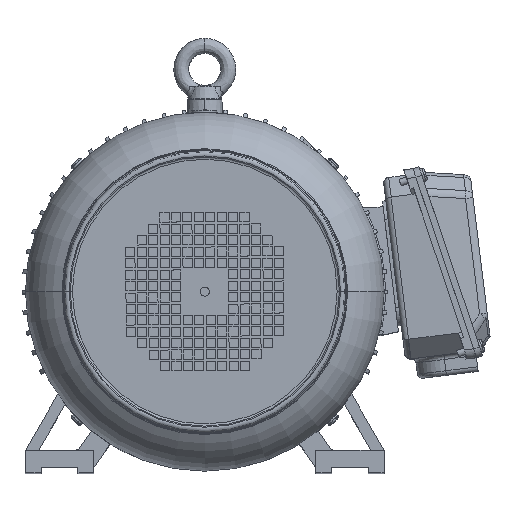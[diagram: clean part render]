
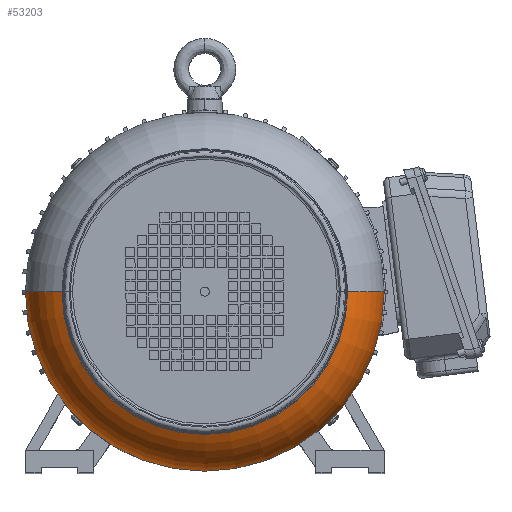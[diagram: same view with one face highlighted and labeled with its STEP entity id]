
A CAD part, top view. The second image highlights one B-rep face of the part: STEP entity #53203.
In plain terms, the highlighted toroidal (fillet/blend) face has major radius 97.5 mm and minor radius 59.5 mm.
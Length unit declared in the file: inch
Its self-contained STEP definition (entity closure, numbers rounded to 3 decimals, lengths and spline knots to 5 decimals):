
#3783 = CARTESIAN_POINT ( 'NONE',  ( -0.57888, -6.05752, 9.53885 ) ) ;
#4061 = CARTESIAN_POINT ( 'NONE',  ( 4.34429, 0.12358, 11.61515 ) ) ;
#5359 = CARTESIAN_POINT ( 'NONE',  ( -4.41747, 0.12358, 9.53885 ) ) ;
#5697 = DIRECTION ( 'NONE',  ( 0., 1., 0. ) ) ;
#5974 = DIRECTION ( 'NONE',  ( 0., 0., -1. ) ) ;
#6461 = CIRCLE ( 'NONE', #54154, 4.92318 ) ;
#9134 = CARTESIAN_POINT ( 'NONE',  ( -5.50206, 0.12358, 11.61515 ) ) ;
#10319 = CARTESIAN_POINT ( 'NONE',  ( 5.60222, 0.12358, 9.53885 ) ) ;
#11342 = AXIS2_PLACEMENT_3D ( 'NONE', #67118, #59996, #41239 ) ;
#12262 = CARTESIAN_POINT ( 'NONE',  ( -0.57888, 0.12358, 9.53885 ) ) ;
#15647 = VERTEX_POINT ( 'NONE', #3783 ) ;
#21291 = ORIENTED_EDGE ( 'NONE', *, *, #26702, .T. ) ;
#22420 = TOROIDAL_SURFACE ( 'NONE', #83128, 3.83858, 2.34252 ) ;
#22565 = DIRECTION ( 'NONE',  ( 0., 0., -1. ) ) ;
#26702 = EDGE_CURVE ( 'NONE', #79521, #33516, #30754, .T. ) ;
#29149 = ORIENTED_EDGE ( 'NONE', *, *, #36757, .F. ) ;
#29520 = FACE_OUTER_BOUND ( 'NONE', #51917, .T. ) ;
#30325 = AXIS2_PLACEMENT_3D ( 'NONE', #32459, #5974, #5697 ) ;
#30754 = CIRCLE ( 'NONE', #64046, 2.34252 ) ;
#32459 = CARTESIAN_POINT ( 'NONE',  ( -0.57888, 0.12358, 9.53885 ) ) ;
#33516 = VERTEX_POINT ( 'NONE', #40920 ) ;
#33774 = EDGE_CURVE ( 'NONE', #69205, #79521, #6461, .T. ) ;
#36757 = EDGE_CURVE ( 'NONE', #37563, #15647, #51190, .T. ) ;
#37563 = VERTEX_POINT ( 'NONE', #10319 ) ;
#37660 = EDGE_CURVE ( 'NONE', #15647, #33516, #49001, .T. ) ;
#40920 = CARTESIAN_POINT ( 'NONE',  ( -6.75999, 0.12358, 9.53885 ) ) ;
#41239 = DIRECTION ( 'NONE',  ( -1., 0., 0. ) ) ;
#41923 = DIRECTION ( 'NONE',  ( -1., 0., 0. ) ) ;
#42356 = EDGE_CURVE ( 'NONE', #69205, #37563, #58562, .T. ) ;
#44734 = CARTESIAN_POINT ( 'NONE',  ( -0.57888, 0.12358, 9.53885 ) ) ;
#44901 = ORIENTED_EDGE ( 'NONE', *, *, #37660, .F. ) ;
#44994 = ORIENTED_EDGE ( 'NONE', *, *, #33774, .T. ) ;
#45307 = DIRECTION ( 'NONE',  ( 0., 0., -1. ) ) ;
#48034 = ORIENTED_EDGE ( 'NONE', *, *, #42356, .F. ) ;
#49001 = CIRCLE ( 'NONE', #30325, 6.1811 ) ;
#50906 = DIRECTION ( 'NONE',  ( 0., 0., -1. ) ) ;
#51190 = CIRCLE ( 'NONE', #74481, 6.1811 ) ;
#51917 = EDGE_LOOP ( 'NONE', ( #48034, #44994, #21291, #44901, #29149 ) ) ;
#53203 = ADVANCED_FACE ( 'NONE', ( #29520 ), #22420, .T. ) ;
#54154 = AXIS2_PLACEMENT_3D ( 'NONE', #55573, #22565, #41923 ) ;
#55573 = CARTESIAN_POINT ( 'NONE',  ( -0.57888, 0.12358, 11.61515 ) ) ;
#57788 = DIRECTION ( 'NONE',  ( 0., 0., -1. ) ) ;
#58110 = DIRECTION ( 'NONE',  ( -1., 0., 0. ) ) ;
#58562 = CIRCLE ( 'NONE', #11342, 2.34252 ) ;
#59996 = DIRECTION ( 'NONE',  ( 0., 1., 0. ) ) ;
#63765 = DIRECTION ( 'NONE',  ( 0., 1., 0. ) ) ;
#64046 = AXIS2_PLACEMENT_3D ( 'NONE', #5359, #64818, #50906 ) ;
#64818 = DIRECTION ( 'NONE',  ( 0., -1., 0. ) ) ;
#67118 = CARTESIAN_POINT ( 'NONE',  ( 3.2597, 0.12358, 9.53885 ) ) ;
#69205 = VERTEX_POINT ( 'NONE', #4061 ) ;
#74481 = AXIS2_PLACEMENT_3D ( 'NONE', #12262, #57788, #63765 ) ;
#79521 = VERTEX_POINT ( 'NONE', #9134 ) ;
#83128 = AXIS2_PLACEMENT_3D ( 'NONE', #44734, #45307, #58110 ) ;
